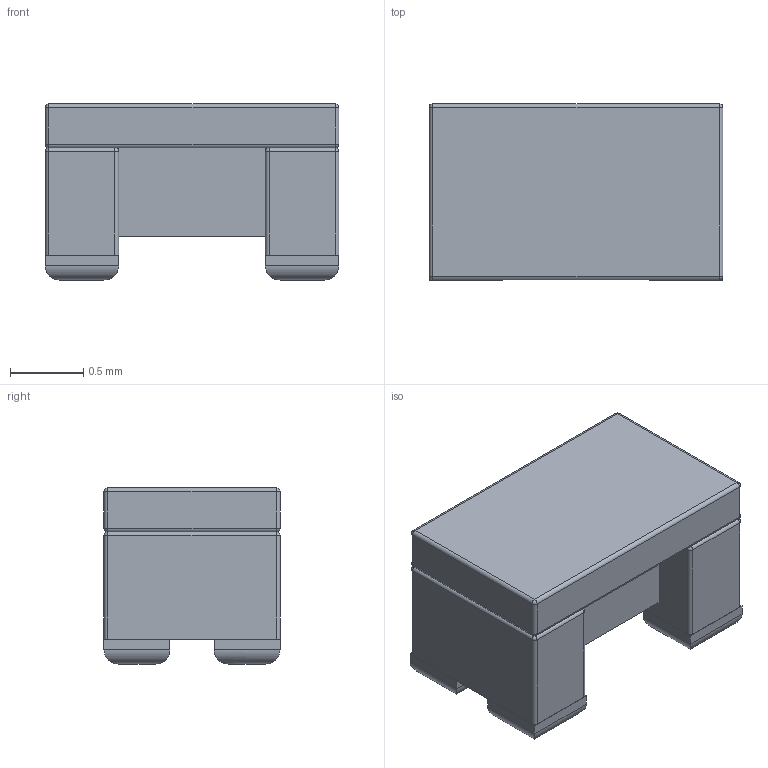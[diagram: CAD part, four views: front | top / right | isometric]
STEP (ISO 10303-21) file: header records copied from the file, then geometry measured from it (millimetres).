
FILE_DESCRIPTION(/* description */ (''),/* implementation_level */ '2;1');
FILE_NAME(/* name */ 'coil.step',/* time_stamp */ '2021-04-04T09:42:28+09:00',/* author */ (''),/* organization */ (''),/* preprocessor_version */ 'ST-DEVELOPER v18.1',/* originating_system */ 'Autodesk Translation Framework v9.10.0.1330',/* authorisation */ '');
FILE_SCHEMA (('AUTOMOTIVE_DESIGN { 1 0 10303 214 3 1 1 }'));
Length unit declared in the file: millimetre
Products named in the file (5): coil; コンポーネント1; コンポーネント2; pad; coil_1
Assembly tree (4 placements, depth 2):
  coil
    コンポーネント1
    コンポーネント2
    pad
    coil_1
Bounding box: 2 x 1.2 x 1.2 mm (x, y, z)
Volume: 2.1 mm3; surface area: 19.7 mm2
Topology: 8 solids, 8 shells, 108 faces, 212 edges, 120 vertices
Faces by surface type: plane 48, cylinder 44, sphere 16
Entity records: 2879 total; most frequent: DIRECTION 520, CARTESIAN_POINT 450, ORIENTED_EDGE 424, EDGE_CURVE 212, AXIS2_PLACEMENT_3D 190, LINE 140, VECTOR 140, VERTEX_POINT 120
